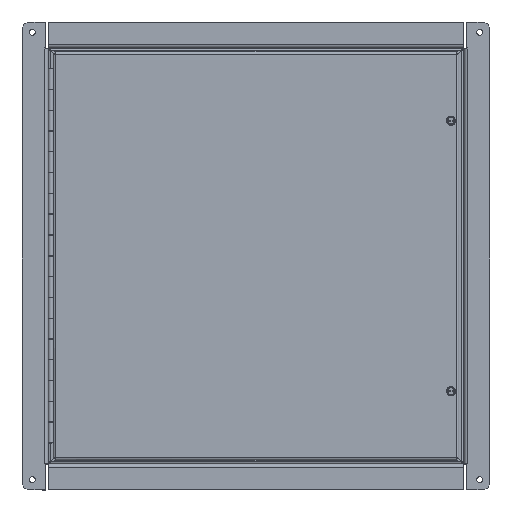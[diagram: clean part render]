
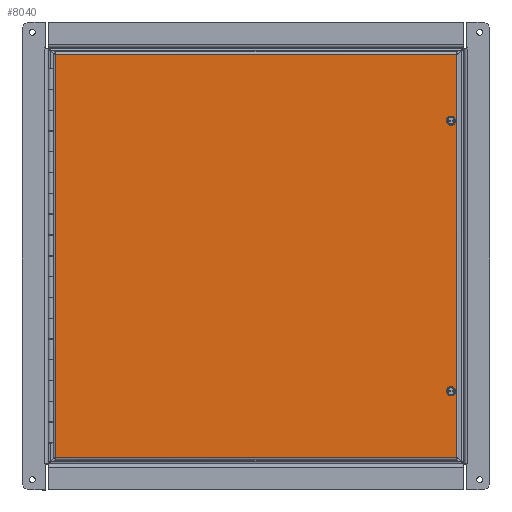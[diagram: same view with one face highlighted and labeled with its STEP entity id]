
A CAD part, top view. The second image highlights one B-rep face of the part: STEP entity #8040.
In plain terms, the highlighted planar face has unit normal (0, 0, 1).
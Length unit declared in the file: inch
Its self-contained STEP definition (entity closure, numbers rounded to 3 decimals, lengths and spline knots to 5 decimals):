
#147=FACE_BOUND('',#1533,.T.);
#148=FACE_BOUND('',#1534,.T.);
#267=CIRCLE('',#8518,0.1405);
#269=CIRCLE('',#8521,0.1405);
#657=PLANE('',#8551);
#1045=FACE_OUTER_BOUND('',#1532,.T.);
#1532=EDGE_LOOP('',(#5985,#5986,#5987,#5988));
#1533=EDGE_LOOP('',(#5989));
#1534=EDGE_LOOP('',(#5990));
#2148=LINE('',#12960,#2906);
#2164=LINE('',#13062,#2922);
#2179=LINE('',#13162,#2937);
#2194=LINE('',#13261,#2952);
#2906=VECTOR('',#9666,19.2895);
#2922=VECTOR('',#9696,19.4145);
#2937=VECTOR('',#9725,19.2895);
#2952=VECTOR('',#9754,19.4145);
#3608=VERTEX_POINT('',#12940);
#3610=VERTEX_POINT('',#12945);
#3613=VERTEX_POINT('',#12951);
#3614=VERTEX_POINT('',#12959);
#3625=VERTEX_POINT('',#13061);
#3635=VERTEX_POINT('',#13161);
#4414=EDGE_CURVE('',#3608,#3608,#267,.T.);
#4416=EDGE_CURVE('',#3610,#3610,#269,.T.);
#4419=EDGE_CURVE('',#3614,#3613,#2148,.T.);
#4439=EDGE_CURVE('',#3625,#3614,#2164,.T.);
#4458=EDGE_CURVE('',#3635,#3625,#2179,.T.);
#4477=EDGE_CURVE('',#3613,#3635,#2194,.T.);
#5985=ORIENTED_EDGE('',*,*,#4419,.T.);
#5986=ORIENTED_EDGE('',*,*,#4477,.T.);
#5987=ORIENTED_EDGE('',*,*,#4458,.T.);
#5988=ORIENTED_EDGE('',*,*,#4439,.T.);
#5989=ORIENTED_EDGE('',*,*,#4414,.T.);
#5990=ORIENTED_EDGE('',*,*,#4416,.T.);
#8040=ADVANCED_FACE('',(#1045,#147,#148),#657,.T.);
#8518=AXIS2_PLACEMENT_3D('',#12941,#9655,#9656);
#8521=AXIS2_PLACEMENT_3D('',#12946,#9661,#9662);
#8551=AXIS2_PLACEMENT_3D('',#13348,#9781,#9782);
#9655=DIRECTION('center_axis',(0.,0.,-1.));
#9656=DIRECTION('ref_axis',(-1.,0.,0.));
#9661=DIRECTION('center_axis',(0.,0.,-1.));
#9662=DIRECTION('ref_axis',(-1.,0.,0.));
#9666=DIRECTION('',(-1.,0.,0.));
#9696=DIRECTION('',(0.,1.,0.));
#9725=DIRECTION('',(1.,0.,0.));
#9754=DIRECTION('',(0.,-1.,0.));
#9781=DIRECTION('center_axis',(0.,0.,1.));
#9782=DIRECTION('ref_axis',(1.,0.,0.));
#12940=CARTESIAN_POINT('',(9.5155,-6.5,0.074));
#12941=CARTESIAN_POINT('Origin',(9.375,-6.5,0.074));
#12945=CARTESIAN_POINT('',(9.5155,6.5,0.074));
#12946=CARTESIAN_POINT('Origin',(9.375,6.5,0.074));
#12951=CARTESIAN_POINT('',(-9.64475,9.70725,0.074));
#12959=CARTESIAN_POINT('',(9.64475,9.70725,0.074));
#12960=CARTESIAN_POINT('',(4.82238,9.70725,0.074));
#13061=CARTESIAN_POINT('',(9.64475,-9.70725,0.074));
#13062=CARTESIAN_POINT('',(9.64475,-4.85363,0.074));
#13161=CARTESIAN_POINT('',(-9.64475,-9.70725,0.074));
#13162=CARTESIAN_POINT('',(-4.82238,-9.70725,0.074));
#13261=CARTESIAN_POINT('',(-9.64475,4.85362,0.074));
#13348=CARTESIAN_POINT('Origin',(0.,0.,
0.074));
